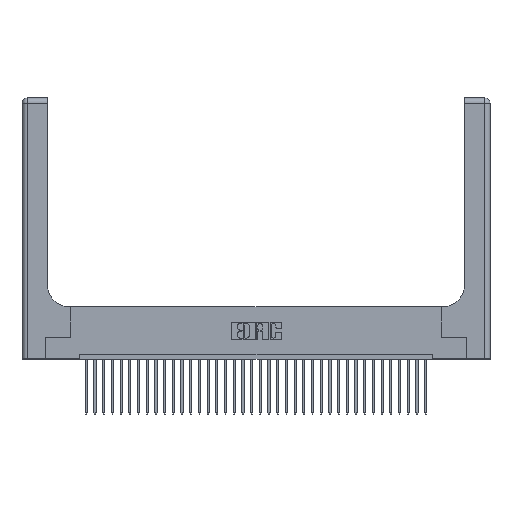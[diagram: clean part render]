
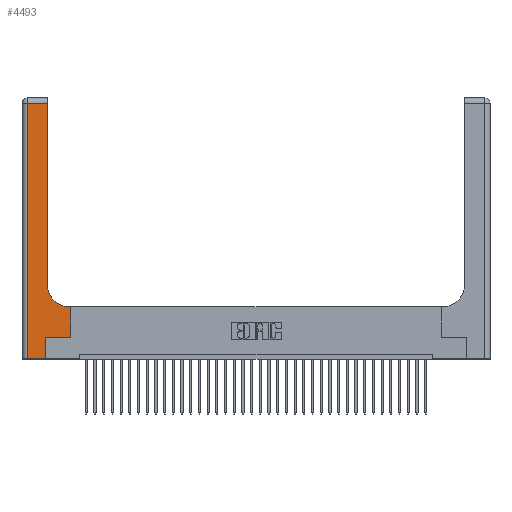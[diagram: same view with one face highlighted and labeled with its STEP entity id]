
A CAD part, top view. The second image highlights one B-rep face of the part: STEP entity #4493.
In plain terms, the highlighted planar face has unit normal (0, 0, 1).
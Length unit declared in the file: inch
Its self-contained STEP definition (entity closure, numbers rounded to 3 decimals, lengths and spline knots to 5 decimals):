
#301 = LINE ( 'NONE', #17532, #5879 ) ;
#365 = ORIENTED_EDGE ( 'NONE', *, *, #14388, .T. ) ;
#1119 = CIRCLE ( 'NONE', #15780, 0.25 ) ;
#1597 = DIRECTION ( 'NONE',  ( 0., 1., 0. ) ) ;
#1619 = CARTESIAN_POINT ( 'NONE',  ( 0., 0., 0.37 ) ) ;
#2021 = EDGE_CURVE ( 'NONE', #6984, #8301, #9137, .T. ) ;
#2388 = EDGE_CURVE ( 'NONE', #35017, #29651, #18159, .T. ) ;
#2508 = CARTESIAN_POINT ( 'NONE',  ( 0.06, 0., 0.37 ) ) ;
#2876 = AXIS2_PLACEMENT_3D ( 'NONE', #17670, #4992, #12529 ) ;
#3902 = DIRECTION ( 'NONE',  ( -1., 0., 0. ) ) ;
#4493 = ADVANCED_FACE ( 'NONE', ( #10316 ), #35171, .F. ) ;
#4954 = LINE ( 'NONE', #30127, #14308 ) ;
#4983 = VECTOR ( 'NONE', #30379, 39.37008 ) ;
#4992 = DIRECTION ( 'NONE',  ( 0., 0., -1. ) ) ;
#5320 = DIRECTION ( 'NONE',  ( 1., 0., 0. ) ) ;
#5687 = EDGE_LOOP ( 'NONE', ( #16224, #7850, #13104, #10870, #30715, #27730, #32835, #365, #14852 ) ) ;
#5879 = VECTOR ( 'NONE', #3902, 39.37008 ) ;
#6539 = VECTOR ( 'NONE', #1597, 39.37008 ) ;
#6802 = EDGE_CURVE ( 'NONE', #29651, #21483, #17836, .T. ) ;
#6968 = LINE ( 'NONE', #20383, #26779 ) ;
#6984 = VERTEX_POINT ( 'NONE', #9666 ) ;
#7043 = VERTEX_POINT ( 'NONE', #19982 ) ;
#7264 = EDGE_CURVE ( 'NONE', #8072, #35017, #27743, .T. ) ;
#7349 = EDGE_CURVE ( 'NONE', #21483, #11550, #4954, .T. ) ;
#7446 = CARTESIAN_POINT ( 'NONE',  ( 0.2915, 3., 0.37 ) ) ;
#7850 = ORIENTED_EDGE ( 'NONE', *, *, #8596, .T. ) ;
#8072 = VERTEX_POINT ( 'NONE', #34698 ) ;
#8231 = CARTESIAN_POINT ( 'NONE',  ( 0.5415, 0.85, 0.37 ) ) ;
#8301 = VERTEX_POINT ( 'NONE', #10020 ) ;
#8596 = EDGE_CURVE ( 'NONE', #8301, #8072, #301, .T. ) ;
#9137 = LINE ( 'NONE', #7446, #6539 ) ;
#9177 = DIRECTION ( 'NONE',  ( -1., 0., 0. ) ) ;
#9666 = CARTESIAN_POINT ( 'NONE',  ( 0.2915, 0.85, 0.37 ) ) ;
#10020 = CARTESIAN_POINT ( 'NONE',  ( 0.2915, 2.94, 0.37 ) ) ;
#10316 = FACE_OUTER_BOUND ( 'NONE', #5687, .T. ) ;
#10746 = CARTESIAN_POINT ( 'NONE',  ( 0.269, 0., 0.37 ) ) ;
#10870 = ORIENTED_EDGE ( 'NONE', *, *, #2388, .T. ) ;
#11550 = VERTEX_POINT ( 'NONE', #17781 ) ;
#11599 = CARTESIAN_POINT ( 'NONE',  ( 0.269, 0., 0.37 ) ) ;
#12529 = DIRECTION ( 'NONE',  ( -1., 0., 0. ) ) ;
#12577 = VECTOR ( 'NONE', #20841, 39.37008 ) ;
#13104 = ORIENTED_EDGE ( 'NONE', *, *, #7264, .T. ) ;
#13419 = DIRECTION ( 'NONE',  ( 0., 0., -1. ) ) ;
#14308 = VECTOR ( 'NONE', #5320, 39.37008 ) ;
#14388 = EDGE_CURVE ( 'NONE', #33041, #7043, #6968, .T. ) ;
#14852 = ORIENTED_EDGE ( 'NONE', *, *, #16079, .T. ) ;
#15536 = DIRECTION ( 'NONE',  ( 0., -1., 0. ) ) ;
#15780 = AXIS2_PLACEMENT_3D ( 'NONE', #8231, #13419, #32659 ) ;
#16079 = EDGE_CURVE ( 'NONE', #7043, #6984, #1119, .T. ) ;
#16224 = ORIENTED_EDGE ( 'NONE', *, *, #2021, .T. ) ;
#17153 = DIRECTION ( 'NONE',  ( 0., 1., 0. ) ) ;
#17532 = CARTESIAN_POINT ( 'NONE',  ( 0., 2.94, 0.37 ) ) ;
#17670 = CARTESIAN_POINT ( 'NONE',  ( 0., 3., 0.37 ) ) ;
#17781 = CARTESIAN_POINT ( 'NONE',  ( 0.5585, 0.25, 0.37 ) ) ;
#17836 = LINE ( 'NONE', #10746, #4983 ) ;
#18159 = LINE ( 'NONE', #1619, #12577 ) ;
#19982 = CARTESIAN_POINT ( 'NONE',  ( 0.5415, 0.6, 0.37 ) ) ;
#20383 = CARTESIAN_POINT ( 'NONE',  ( 0.2915, 0.6, 0.37 ) ) ;
#20622 = CARTESIAN_POINT ( 'NONE',  ( 0.5585, 0.6, 0.37 ) ) ;
#20841 = DIRECTION ( 'NONE',  ( 1., 0., 0. ) ) ;
#21483 = VERTEX_POINT ( 'NONE', #21579 ) ;
#21579 = CARTESIAN_POINT ( 'NONE',  ( 0.269, 0.25, 0.37 ) ) ;
#22702 = EDGE_CURVE ( 'NONE', #11550, #33041, #30648, .T. ) ;
#23829 = VECTOR ( 'NONE', #17153, 39.37008 ) ;
#26779 = VECTOR ( 'NONE', #9177, 39.37008 ) ;
#27730 = ORIENTED_EDGE ( 'NONE', *, *, #7349, .T. ) ;
#27743 = LINE ( 'NONE', #31925, #29970 ) ;
#29651 = VERTEX_POINT ( 'NONE', #11599 ) ;
#29970 = VECTOR ( 'NONE', #15536, 39.37008 ) ;
#30127 = CARTESIAN_POINT ( 'NONE',  ( 0.269, 0.25, 0.37 ) ) ;
#30379 = DIRECTION ( 'NONE',  ( 0., 1., 0. ) ) ;
#30648 = LINE ( 'NONE', #30813, #23829 ) ;
#30715 = ORIENTED_EDGE ( 'NONE', *, *, #6802, .T. ) ;
#30813 = CARTESIAN_POINT ( 'NONE',  ( 0.5585, 0.25, 0.37 ) ) ;
#31925 = CARTESIAN_POINT ( 'NONE',  ( 0.06, 3., 0.37 ) ) ;
#32659 = DIRECTION ( 'NONE',  ( 1., 0., 0. ) ) ;
#32835 = ORIENTED_EDGE ( 'NONE', *, *, #22702, .T. ) ;
#33041 = VERTEX_POINT ( 'NONE', #20622 ) ;
#34698 = CARTESIAN_POINT ( 'NONE',  ( 0.06, 2.94, 0.37 ) ) ;
#35017 = VERTEX_POINT ( 'NONE', #2508 ) ;
#35171 = PLANE ( 'NONE',  #2876 ) ;
